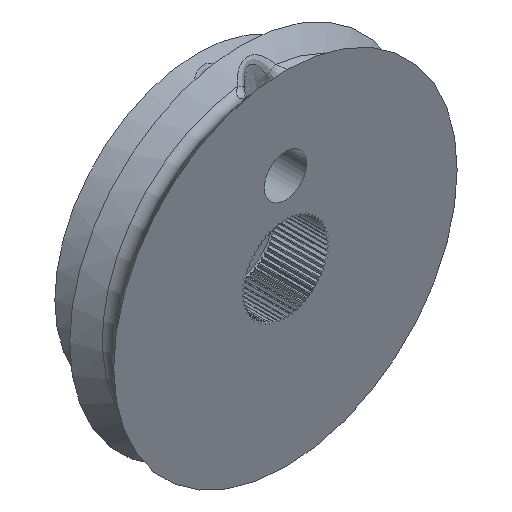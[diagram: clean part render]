
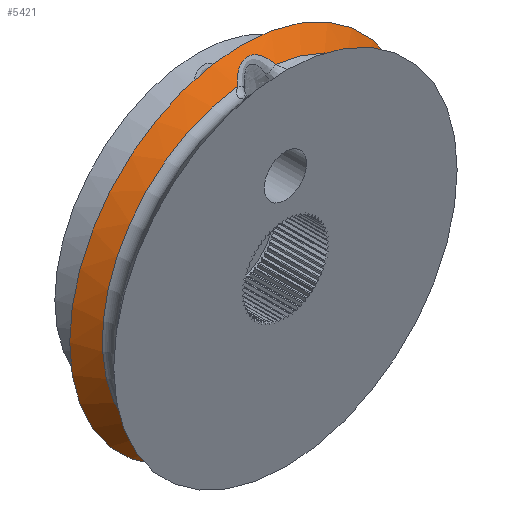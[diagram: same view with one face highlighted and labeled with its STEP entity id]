
A CAD part, isometric view. The second image highlights one B-rep face of the part: STEP entity #5421.
In plain terms, the highlighted conical face has half-angle 49.399 degrees and reference radius 8.879 mm.
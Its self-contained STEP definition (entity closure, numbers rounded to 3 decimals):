
#28=CONICAL_SURFACE('',#5896,8.879,0.862);
#40=B_SPLINE_CURVE_WITH_KNOTS('',3,(#9334,#9335,#9336,#9337,#9338,#9339,
#9340,#9341,#9342),.UNSPECIFIED.,.F.,.F.,(4,1,1,1,1,1,4),(-0.269,
-0.192,-0.154,-0.115,-0.077,
-0.048,0.),.UNSPECIFIED.);
#311=CIRCLE('',#5897,8.401);
#312=CIRCLE('',#5898,9.358);
#313=CIRCLE('',#5899,8.401);
#579=FACE_OUTER_BOUND('',#860,.T.);
#860=EDGE_LOOP('',(#4441,#4442,#4443,#4444,#4445,#4446));
#1328=LINE('',#9469,#1800);
#1800=VECTOR('',#7227,8.879);
#2452=VERTEX_POINT('',#9119);
#2460=VERTEX_POINT('',#9269);
#2462=VERTEX_POINT('',#9466);
#2463=VERTEX_POINT('',#9468);
#3247=EDGE_CURVE('',#2452,#2460,#40,.T.);
#3251=EDGE_CURVE('',#2452,#2462,#311,.T.);
#3252=EDGE_CURVE('',#2462,#2463,#1328,.T.);
#3253=EDGE_CURVE('',#2463,#2463,#312,.T.);
#3254=EDGE_CURVE('',#2462,#2460,#313,.T.);
#4441=ORIENTED_EDGE('',*,*,#3247,.F.);
#4442=ORIENTED_EDGE('',*,*,#3251,.T.);
#4443=ORIENTED_EDGE('',*,*,#3252,.T.);
#4444=ORIENTED_EDGE('',*,*,#3253,.F.);
#4445=ORIENTED_EDGE('',*,*,#3252,.F.);
#4446=ORIENTED_EDGE('',*,*,#3254,.T.);
#5421=ADVANCED_FACE('',(#579),#28,.T.);
#5896=AXIS2_PLACEMENT_3D('',#9465,#7223,#7224);
#5897=AXIS2_PLACEMENT_3D('',#9467,#7225,#7226);
#5898=AXIS2_PLACEMENT_3D('',#9470,#7228,#7229);
#5899=AXIS2_PLACEMENT_3D('',#9471,#7230,#7231);
#7223=DIRECTION('center_axis',(0.,1.,0.));
#7224=DIRECTION('ref_axis',(0.,0.,1.));
#7225=DIRECTION('center_axis',(0.,1.,0.));
#7226=DIRECTION('ref_axis',(0.,0.,1.));
#7227=DIRECTION('',(0.,0.651,-0.759));
#7228=DIRECTION('center_axis',(0.,1.,0.));
#7229=DIRECTION('ref_axis',(1.,0.,0.));
#7230=DIRECTION('center_axis',(0.,1.,0.));
#7231=DIRECTION('ref_axis',(0.,0.,1.));
#9119=CARTESIAN_POINT('',(2.556,34.797,36.12));
#9269=CARTESIAN_POINT('',(0.49,34.797,36.12));
#9334=CARTESIAN_POINT('Ctrl Pts',(2.556,34.797,36.12));
#9335=CARTESIAN_POINT('Ctrl Pts',(2.441,34.941,36.303));
#9336=CARTESIAN_POINT('Ctrl Pts',(2.209,35.142,36.564));
#9337=CARTESIAN_POINT('Ctrl Pts',(1.73,35.293,36.763));
#9338=CARTESIAN_POINT('Ctrl Pts',(1.317,35.293,36.763));
#9339=CARTESIAN_POINT('Ctrl Pts',(0.987,35.189,36.626));
#9340=CARTESIAN_POINT('Ctrl Pts',(0.702,35.023,36.41));
#9341=CARTESIAN_POINT('Ctrl Pts',(0.562,34.887,36.234));
#9342=CARTESIAN_POINT('Ctrl Pts',(0.49,34.797,36.12));
#9465=CARTESIAN_POINT('Origin',(1.523,35.208,27.783));
#9466=CARTESIAN_POINT('',(1.523,34.797,19.383));
#9467=CARTESIAN_POINT('Origin',(1.523,34.797,27.783));
#9468=CARTESIAN_POINT('',(1.523,35.618,18.425));
#9469=CARTESIAN_POINT('',(1.523,35.208,18.904));
#9470=CARTESIAN_POINT('Origin',(1.523,35.618,27.783));
#9471=CARTESIAN_POINT('Origin',(1.523,34.797,27.783));
